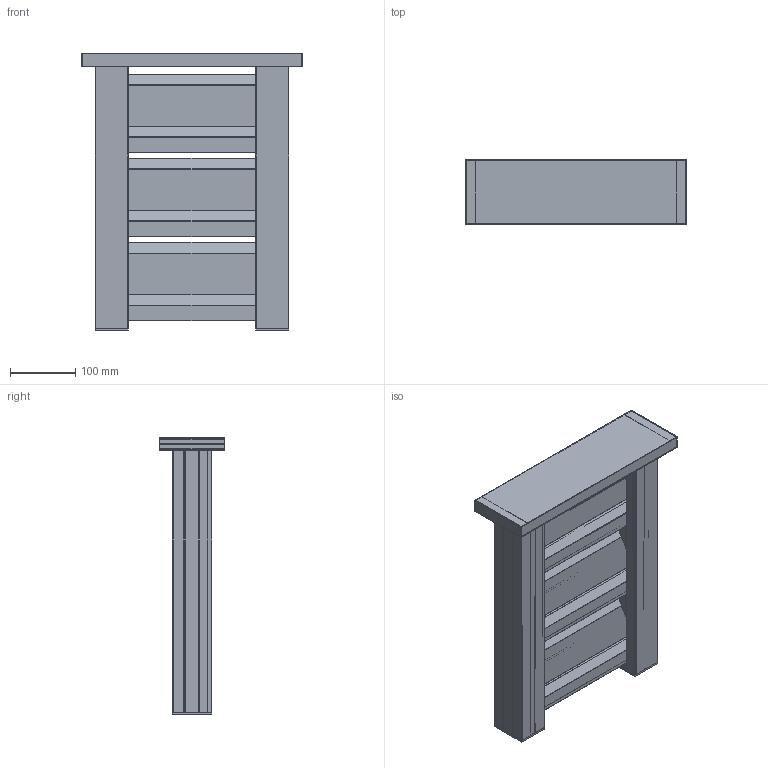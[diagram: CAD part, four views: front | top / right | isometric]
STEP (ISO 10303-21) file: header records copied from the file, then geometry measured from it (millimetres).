
FILE_DESCRIPTION (( 'STEP AP214' ), '1' );
FILE_NAME ('FG_SAMPLE-05.STEP', '2025-02-28T10:18:20', ( '' ), ( '' ), 'SwSTEP 2.0', 'SolidWorks 2019', '' );
FILE_SCHEMA (( 'AUTOMOTIVE_DESIGN' ));
Length unit declared in the file: millimetre
Products named in the file (13): AL_RP6003-6000_PoŸiatoŸn  L; AL_RP6001-6000_400; AL_RP6003-6000_Po殃ato殤a R; Lata_100x20-335; AL_VP2002-6000_230; AL_RP6002-6000_400; A-DIN 7505A 5x20; AL_RP6003-6000_Priebezna L; FG_SAMPLE-05; AL_RP6003-6000_400; FG_CP50x60-R7016; AL_RP6003-6000_Priebezna R; FG_SC20x20-6000_Zaslepka laty 20x100
Assembly tree (26 placements, depth 2):
  FG_SAMPLE-05
    AL_RP6001-6000_400  x2
    AL_RP6002-6000_400  x2
    FG_CP50x60-R7016  x2
    AL_RP6003-6000_400  x2
    AL_RP6003-6000_PoŸiatoŸn  L  x2
    AL_VP2002-6000_230  x3
    Lata_100x20-335
    FG_SC20x20-6000_Zaslepka laty 20x100  x2
    A-DIN 7505A 5x20  x4
    AL_RP6003-6000_Po殃ato殤a R  x2
    AL_RP6003-6000_Priebezna R  x2
    AL_RP6003-6000_Priebezna L  x2
Bounding box: 337.6 x 100 x 423.25 mm (x, y, z)
Volume: 877569.9 mm3; surface area: 1236354.5 mm2
Topology: 26 solids, 26 shells, 2000 faces, 5472 edges, 3532 vertices
Faces by surface type: cylinder 990, plane 754, bspline 140, torus 48, cone 36, sphere 32
Entity records: 32494 total; most frequent: CARTESIAN_POINT 9871, ORIENTED_EDGE 4762, DIRECTION 4532, EDGE_CURVE 2381, VERTEX_POINT 1557, AXIS2_PLACEMENT_3D 1552, VECTOR 1428, LINE 1428
